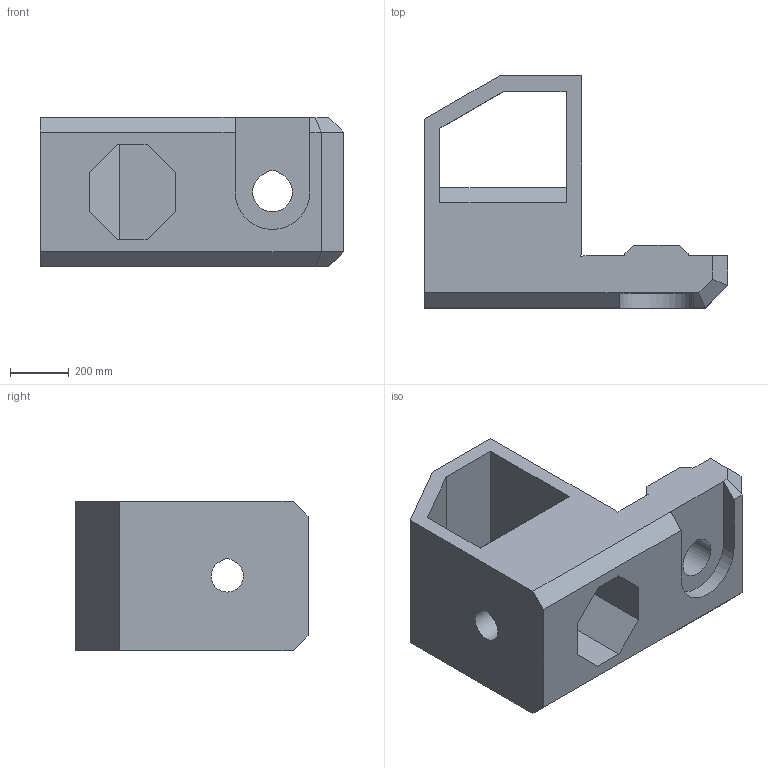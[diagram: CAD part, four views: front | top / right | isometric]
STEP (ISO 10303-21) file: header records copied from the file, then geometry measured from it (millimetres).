
FILE_DESCRIPTION(/* description */ (''),/* implementation_level */ '2;1');
FILE_NAME(/* name */ 'upper mount.step',/* time_stamp */ '2025-06-21T04:07:12+05:30',/* author */ (''),/* organization */ (''),/* preprocessor_version */ 'ST-DEVELOPER v20.1',/* originating_system */ 'Autodesk Translation Framework v14.10.0.0',/* authorisation */ '');
FILE_SCHEMA (('AUTOMOTIVE_DESIGN { 1 0 10303 214 3 1 1 }'));
Length unit declared in the file: millimetre
Products named in the file (1): upper mount
Bounding box: 1028.7 x 787.4 x 508 mm (x, y, z)
Volume: 141436297.3 mm3; surface area: 3544923.1 mm2
Topology: 1 solids, 5 shells, 95 faces, 251 edges, 164 vertices
Faces by surface type: plane 85, cylinder 7, cone 2, torus 1
Full cylindrical faces by diameter (mm): 134.669 x1
Entity records: 3232 total; most frequent: CARTESIAN_POINT 824, ORIENTED_EDGE 502, DIRECTION 461, EDGE_CURVE 251, LINE 217, VECTOR 217, VERTEX_POINT 164, AXIS2_PLACEMENT_3D 122
